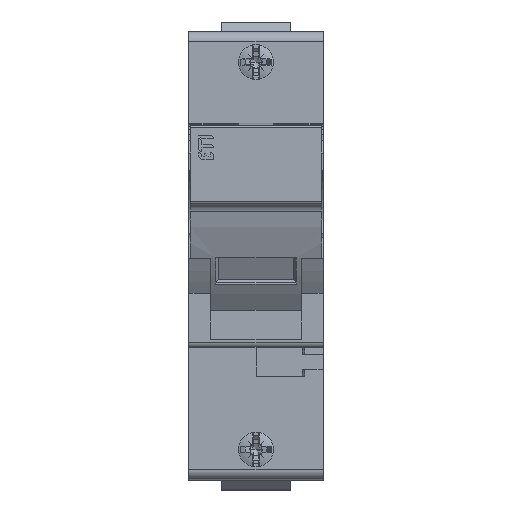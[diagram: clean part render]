
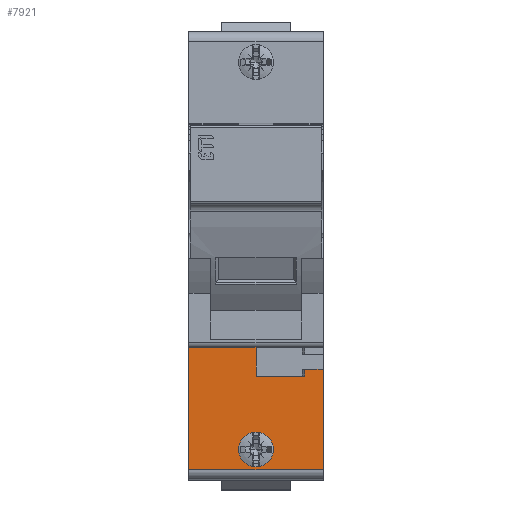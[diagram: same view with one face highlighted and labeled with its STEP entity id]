
A CAD part, top view. The second image highlights one B-rep face of the part: STEP entity #7921.
In plain terms, the highlighted planar face has unit normal (0, 0, 1).
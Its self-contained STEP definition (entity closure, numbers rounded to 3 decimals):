
#1323=DIRECTION('',(1.,0.,0.));
#1324=VECTOR('',#1323,27.);
#1325=CARTESIAN_POINT('',(0.,-64.8,43.5));
#1326=LINE('',#1325,#1324);
#1337=DIRECTION('',(0.,-1.,0.));
#1338=VECTOR('',#1337,5.8);
#1339=CARTESIAN_POINT('',(13.5,-40.2,43.5));
#1340=LINE('',#1339,#1338);
#1344=DIRECTION('',(1.,0.,0.));
#1345=VECTOR('',#1344,9.75);
#1346=CARTESIAN_POINT('',(13.5,-46.,43.5));
#1347=LINE('',#1346,#1345);
#1351=DIRECTION('',(0.,1.,0.));
#1352=VECTOR('',#1351,1.4);
#1353=CARTESIAN_POINT('',(23.25,-46.,43.5));
#1354=LINE('',#1353,#1352);
#1358=DIRECTION('',(0.,-1.,0.));
#1359=VECTOR('',#1358,20.2);
#1360=CARTESIAN_POINT('',(27.,-44.6,43.5));
#1361=LINE('',#1360,#1359);
#1365=DIRECTION('',(0.,1.,0.));
#1366=VECTOR('',#1365,24.6);
#1367=CARTESIAN_POINT('',(0.,-64.8,43.5));
#1368=LINE('',#1367,#1366);
#1372=DIRECTION('',(1.,0.,0.));
#1373=VECTOR('',#1372,13.5);
#1374=CARTESIAN_POINT('',(0.,-40.2,43.5));
#1375=LINE('',#1374,#1373);
#1379=CARTESIAN_POINT('',(13.5,-60.7,43.5));
#1380=DIRECTION('',(0.,0.,1.));
#1381=DIRECTION('',(0.,1.,0.));
#1382=AXIS2_PLACEMENT_3D('',#1379,#1380,#1381);
#1387=CARTESIAN_POINT('',(13.5,-60.7,43.5));
#1388=DIRECTION('',(0.,0.,1.));
#1389=DIRECTION('',(0.,-1.,0.));
#1390=AXIS2_PLACEMENT_3D('',#1387,#1388,#1389);
#3694=DIRECTION('',(-1.,0.,0.));
#3695=VECTOR('',#3694,3.75);
#3696=CARTESIAN_POINT('',(27.,-44.6,43.5));
#3697=LINE('',#3696,#3695);
#5850=CARTESIAN_POINT('',(0.,-40.2,43.5));
#5851=VERTEX_POINT('',#5850);
#5852=CARTESIAN_POINT('',(0.,-64.8,43.5));
#5853=VERTEX_POINT('',#5852);
#6188=CARTESIAN_POINT('',(27.,-64.8,43.5));
#6189=VERTEX_POINT('',#6188);
#6190=CARTESIAN_POINT('',(13.5,-40.2,43.5));
#6191=CARTESIAN_POINT('',(13.5,-46.,43.5));
#6192=VERTEX_POINT('',#6190);
#6193=VERTEX_POINT('',#6191);
#6194=CARTESIAN_POINT('',(23.25,-46.,43.5));
#6195=VERTEX_POINT('',#6194);
#6196=CARTESIAN_POINT('',(23.25,-44.6,43.5));
#6197=VERTEX_POINT('',#6196);
#6198=CARTESIAN_POINT('',(27.,-44.6,43.5));
#6199=VERTEX_POINT('',#6198);
#6200=CARTESIAN_POINT('',(13.5,-57.2,43.5));
#6201=CARTESIAN_POINT('',(13.5,-64.2,43.5));
#6202=VERTEX_POINT('',#6200);
#6203=VERTEX_POINT('',#6201);
#7894=CARTESIAN_POINT('',(13.5,-40.2,43.5));
#7895=DIRECTION('',(0.,0.,1.));
#7896=DIRECTION('',(0.,-1.,0.));
#7897=AXIS2_PLACEMENT_3D('',#7894,#7895,#7896);
#7898=PLANE('',#7897);
#7900=ORIENTED_EDGE('',*,*,#7899,.T.);
#7902=ORIENTED_EDGE('',*,*,#7901,.T.);
#7904=ORIENTED_EDGE('',*,*,#7903,.T.);
#7906=ORIENTED_EDGE('',*,*,#7905,.F.);
#7908=ORIENTED_EDGE('',*,*,#7907,.T.);
#7909=ORIENTED_EDGE('',*,*,#7878,.F.);
#7910=ORIENTED_EDGE('',*,*,#6929,.T.);
#7912=ORIENTED_EDGE('',*,*,#7911,.T.);
#7913=EDGE_LOOP('',(#7900,#7902,#7904,#7906,#7908,#7909,#7910,#7912));
#7914=FACE_OUTER_BOUND('',#7913,.F.);
#7916=ORIENTED_EDGE('',*,*,#7915,.T.);
#7918=ORIENTED_EDGE('',*,*,#7917,.T.);
#7919=EDGE_LOOP('',(#7916,#7918));
#7920=FACE_BOUND('',#7919,.F.);
#1383=CIRCLE('',#1382,3.5);
#1391=CIRCLE('',#1390,3.5);
#6929=EDGE_CURVE('',#5853,#5851,#1368,.T.);
#7878=EDGE_CURVE('',#5853,#6189,#1326,.T.);
#7899=EDGE_CURVE('',#6192,#6193,#1340,.T.);
#7901=EDGE_CURVE('',#6193,#6195,#1347,.T.);
#7903=EDGE_CURVE('',#6195,#6197,#1354,.T.);
#7905=EDGE_CURVE('',#6199,#6197,#3697,.T.);
#7907=EDGE_CURVE('',#6199,#6189,#1361,.T.);
#7911=EDGE_CURVE('',#5851,#6192,#1375,.T.);
#7915=EDGE_CURVE('',#6202,#6203,#1383,.T.);
#7917=EDGE_CURVE('',#6203,#6202,#1391,.T.);
#7921=ADVANCED_FACE('',(#7914,#7920),#7898,.T.);
